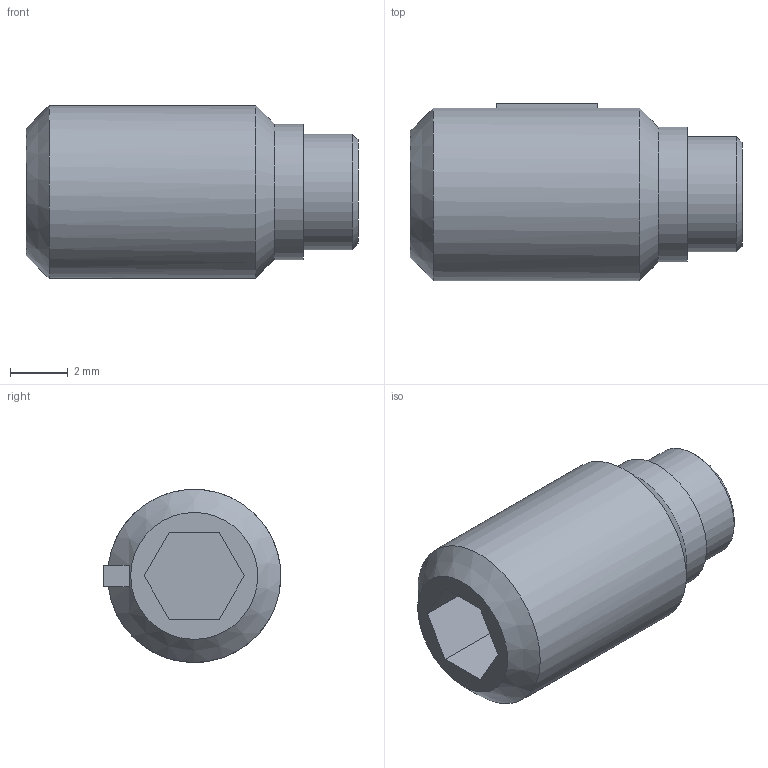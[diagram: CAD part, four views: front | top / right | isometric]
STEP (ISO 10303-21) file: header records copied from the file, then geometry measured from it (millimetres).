
FILE_DESCRIPTION( ( 'STEP AP214' ), '1' );
FILE_NAME( 'K0668.206X115.stp', '2020-12-09T10:52:20', ( '' ), ( '' ), ' ', 'PARTsolutions', ' ' );
FILE_SCHEMA( ( 'AUTOMOTIVE_DESIGN { 1 0 10303 214 1 1 1 1 }' ) );
Length unit declared in the file: millimetre
Products named in the file (1): _K0668.206X115
Bounding box: 11.5 x 6.15 x 5.99 mm (x, y, z)
Volume: 244.2 mm3; surface area: 309 mm2
Topology: 1 solids, 2 shells, 30 faces, 69 edges, 44 vertices
Faces by surface type: plane 22, cone 4, cylinder 4
Full cylindrical faces by diameter (mm): 4 x2
Entity records: 1067 total; most frequent: CARTESIAN_POINT 154, DIRECTION 131, ORIENTED_EDGE 126, EDGE_CURVE 63, LINE 47, VECTOR 47, VERTEX_POINT 43, AXIS2_PLACEMENT_3D 42
